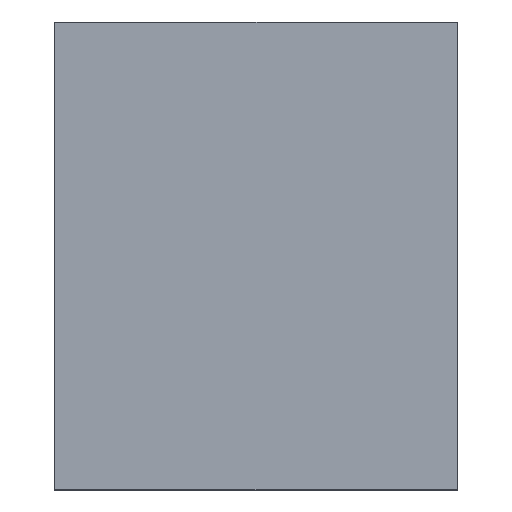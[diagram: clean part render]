
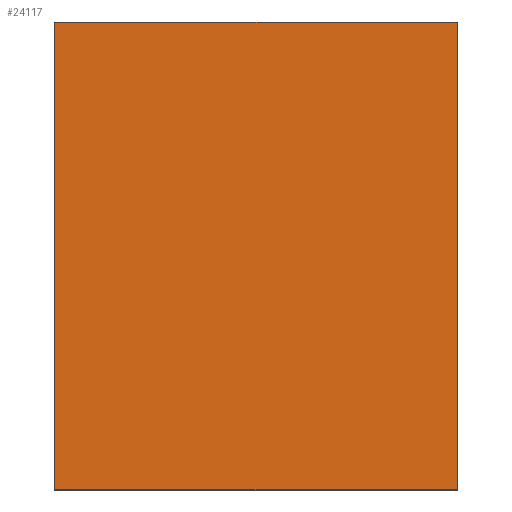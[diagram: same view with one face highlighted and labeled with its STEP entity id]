
A CAD part, top view. The second image highlights one B-rep face of the part: STEP entity #24117.
In plain terms, the highlighted planar face has unit normal (0, 0, 1).
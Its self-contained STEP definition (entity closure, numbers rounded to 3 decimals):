
#23803 = VERTEX_POINT('',#23804);
#23804 = CARTESIAN_POINT('',(-29.146,25.,1.6));
#23811 = PLANE('',#23812);
#23812 = AXIS2_PLACEMENT_3D('',#23813,#23814,#23815);
#23813 = CARTESIAN_POINT('',(-29.146,25.,0.));
#23814 = DIRECTION('',(0.,1.,0.));
#23815 = DIRECTION('',(1.,0.,0.));
#23823 = PLANE('',#23824);
#23824 = AXIS2_PLACEMENT_3D('',#23825,#23826,#23827);
#23825 = CARTESIAN_POINT('',(-29.146,-42.8,0.));
#23826 = DIRECTION('',(-1.,0.,0.));
#23827 = DIRECTION('',(0.,1.,0.));
#23835 = EDGE_CURVE('',#23803,#23836,#23838,.T.);
#23836 = VERTEX_POINT('',#23837);
#23837 = CARTESIAN_POINT('',(29.147,25.,1.6));
#23838 = SURFACE_CURVE('',#23839,(#23843,#23850),.PCURVE_S1.);
#23839 = LINE('',#23840,#23841);
#23840 = CARTESIAN_POINT('',(-29.146,25.,1.6));
#23841 = VECTOR('',#23842,1.);
#23842 = DIRECTION('',(1.,0.,0.));
#23843 = PCURVE('',#23811,#23844);
#23844 = DEFINITIONAL_REPRESENTATION('',(#23845),#23849);
#23845 = LINE('',#23846,#23847);
#23846 = CARTESIAN_POINT('',(0.,-1.6));
#23847 = VECTOR('',#23848,1.);
#23848 = DIRECTION('',(1.,0.));
#23849 = ( GEOMETRIC_REPRESENTATION_CONTEXT(2) 
PARAMETRIC_REPRESENTATION_CONTEXT() REPRESENTATION_CONTEXT('2D SPACE',''
  ) );
#23850 = PCURVE('',#23851,#23856);
#23851 = PLANE('',#23852);
#23852 = AXIS2_PLACEMENT_3D('',#23853,#23854,#23855);
#23853 = CARTESIAN_POINT('',(0.,-8.9,1.6));
#23854 = DIRECTION('',(0.,0.,-1.));
#23855 = DIRECTION('',(-1.,0.,0.));
#23856 = DEFINITIONAL_REPRESENTATION('',(#23857),#23861);
#23857 = LINE('',#23858,#23859);
#23858 = CARTESIAN_POINT('',(29.147,33.9));
#23859 = VECTOR('',#23860,1.);
#23860 = DIRECTION('',(-1.,0.));
#23861 = ( GEOMETRIC_REPRESENTATION_CONTEXT(2) 
PARAMETRIC_REPRESENTATION_CONTEXT() REPRESENTATION_CONTEXT('2D SPACE',''
  ) );
#23879 = PLANE('',#23880);
#23880 = AXIS2_PLACEMENT_3D('',#23881,#23882,#23883);
#23881 = CARTESIAN_POINT('',(29.147,25.,0.));
#23882 = DIRECTION('',(1.,0.,0.));
#23883 = DIRECTION('',(0.,-1.,0.));
#23921 = EDGE_CURVE('',#23836,#23922,#23924,.T.);
#23922 = VERTEX_POINT('',#23923);
#23923 = CARTESIAN_POINT('',(29.147,-42.8,1.6));
#23924 = SURFACE_CURVE('',#23925,(#23929,#23936),.PCURVE_S1.);
#23925 = LINE('',#23926,#23927);
#23926 = CARTESIAN_POINT('',(29.147,25.,1.6));
#23927 = VECTOR('',#23928,1.);
#23928 = DIRECTION('',(0.,-1.,0.));
#23929 = PCURVE('',#23879,#23930);
#23930 = DEFINITIONAL_REPRESENTATION('',(#23931),#23935);
#23931 = LINE('',#23932,#23933);
#23932 = CARTESIAN_POINT('',(0.,-1.6));
#23933 = VECTOR('',#23934,1.);
#23934 = DIRECTION('',(1.,0.));
#23935 = ( GEOMETRIC_REPRESENTATION_CONTEXT(2) 
PARAMETRIC_REPRESENTATION_CONTEXT() REPRESENTATION_CONTEXT('2D SPACE',''
  ) );
#23936 = PCURVE('',#23851,#23937);
#23937 = DEFINITIONAL_REPRESENTATION('',(#23938),#23942);
#23938 = LINE('',#23939,#23940);
#23939 = CARTESIAN_POINT('',(-29.147,33.9));
#23940 = VECTOR('',#23941,1.);
#23941 = DIRECTION('',(0.,-1.));
#23942 = ( GEOMETRIC_REPRESENTATION_CONTEXT(2) 
PARAMETRIC_REPRESENTATION_CONTEXT() REPRESENTATION_CONTEXT('2D SPACE',''
  ) );
#23960 = PLANE('',#23961);
#23961 = AXIS2_PLACEMENT_3D('',#23962,#23963,#23964);
#23962 = CARTESIAN_POINT('',(29.147,-42.8,0.));
#23963 = DIRECTION('',(0.,-1.,0.));
#23964 = DIRECTION('',(-1.,0.,0.));
#23997 = EDGE_CURVE('',#23922,#23998,#24000,.T.);
#23998 = VERTEX_POINT('',#23999);
#23999 = CARTESIAN_POINT('',(-29.146,-42.8,1.6));
#24000 = SURFACE_CURVE('',#24001,(#24005,#24012),.PCURVE_S1.);
#24001 = LINE('',#24002,#24003);
#24002 = CARTESIAN_POINT('',(29.147,-42.8,1.6));
#24003 = VECTOR('',#24004,1.);
#24004 = DIRECTION('',(-1.,0.,0.));
#24005 = PCURVE('',#23960,#24006);
#24006 = DEFINITIONAL_REPRESENTATION('',(#24007),#24011);
#24007 = LINE('',#24008,#24009);
#24008 = CARTESIAN_POINT('',(0.,-1.6));
#24009 = VECTOR('',#24010,1.);
#24010 = DIRECTION('',(1.,0.));
#24011 = ( GEOMETRIC_REPRESENTATION_CONTEXT(2) 
PARAMETRIC_REPRESENTATION_CONTEXT() REPRESENTATION_CONTEXT('2D SPACE',''
  ) );
#24012 = PCURVE('',#23851,#24013);
#24013 = DEFINITIONAL_REPRESENTATION('',(#24014),#24018);
#24014 = LINE('',#24015,#24016);
#24015 = CARTESIAN_POINT('',(-29.147,-33.9));
#24016 = VECTOR('',#24017,1.);
#24017 = DIRECTION('',(1.,0.));
#24018 = ( GEOMETRIC_REPRESENTATION_CONTEXT(2) 
PARAMETRIC_REPRESENTATION_CONTEXT() REPRESENTATION_CONTEXT('2D SPACE',''
  ) );
#24068 = EDGE_CURVE('',#23998,#23803,#24069,.T.);
#24069 = SURFACE_CURVE('',#24070,(#24074,#24081),.PCURVE_S1.);
#24070 = LINE('',#24071,#24072);
#24071 = CARTESIAN_POINT('',(-29.146,-42.8,1.6));
#24072 = VECTOR('',#24073,1.);
#24073 = DIRECTION('',(0.,1.,0.));
#24074 = PCURVE('',#23823,#24075);
#24075 = DEFINITIONAL_REPRESENTATION('',(#24076),#24080);
#24076 = LINE('',#24077,#24078);
#24077 = CARTESIAN_POINT('',(0.,-1.6));
#24078 = VECTOR('',#24079,1.);
#24079 = DIRECTION('',(1.,0.));
#24080 = ( GEOMETRIC_REPRESENTATION_CONTEXT(2) 
PARAMETRIC_REPRESENTATION_CONTEXT() REPRESENTATION_CONTEXT('2D SPACE',''
  ) );
#24081 = PCURVE('',#23851,#24082);
#24082 = DEFINITIONAL_REPRESENTATION('',(#24083),#24087);
#24083 = LINE('',#24084,#24085);
#24084 = CARTESIAN_POINT('',(29.147,-33.9));
#24085 = VECTOR('',#24086,1.);
#24086 = DIRECTION('',(0.,1.));
#24087 = ( GEOMETRIC_REPRESENTATION_CONTEXT(2) 
PARAMETRIC_REPRESENTATION_CONTEXT() REPRESENTATION_CONTEXT('2D SPACE',''
  ) );
#24117 = ADVANCED_FACE('',(#24118),#23851,.F.);
#24118 = FACE_BOUND('',#24119,.F.);
#24119 = EDGE_LOOP('',(#24120,#24121,#24122,#24123));
#24120 = ORIENTED_EDGE('',*,*,#23835,.T.);
#24121 = ORIENTED_EDGE('',*,*,#23921,.T.);
#24122 = ORIENTED_EDGE('',*,*,#23997,.T.);
#24123 = ORIENTED_EDGE('',*,*,#24068,.T.);
